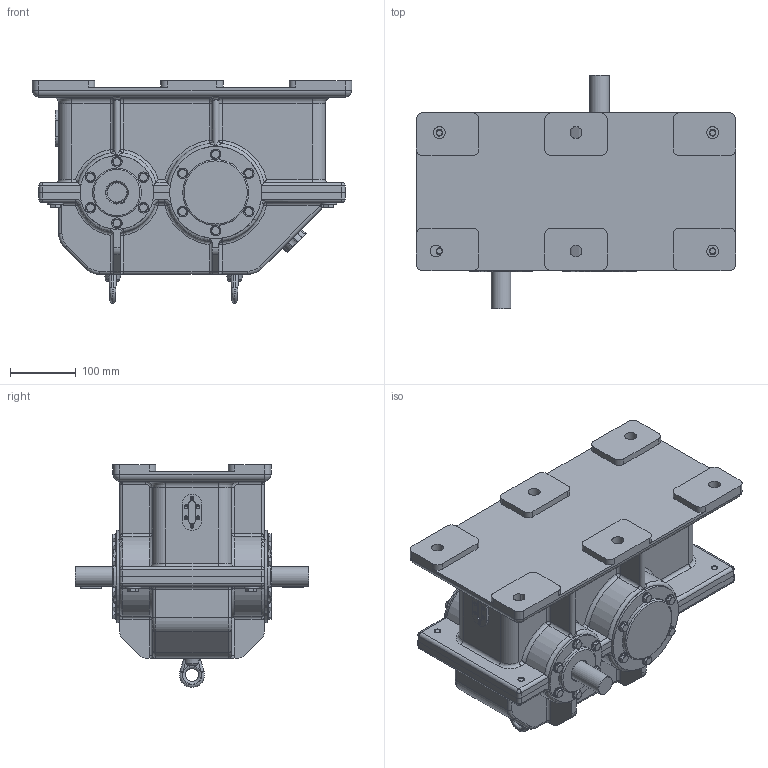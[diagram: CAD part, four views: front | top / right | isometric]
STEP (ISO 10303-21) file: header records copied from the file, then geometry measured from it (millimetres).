
FILE_DESCRIPTION((''),'2;1');
FILE_NAME('!Gearbox.stp','2012-04-17T20:00:09',('Skelo'),(''),'Autodesk Inventor 2010','Autodesk Inventor 2010','');
FILE_SCHEMA(('AUTOMOTIVE_DESIGN { 1 0 10303 214 1 1 1 1 }'));
Length unit declared in the file: millimetre
Products named in the file (34): !Gearbox (Úroveň detailů1); Skrina - spodok; CSN 024630 SKF SKF 6406; CSN 024630 ZKL ZKL 6306A; Hřídel; STN 02 2562 A 10 x 8 x 45; Čelní ozubená kola; Čelní ozubené kolo1; Čelní ozubené kolo2; Vymedzovaci kruzok; Skrina - vrch A; STN 02 1702 A B 13; STN 02 1201 M10 x 32; STN 022930 30; Priruba A2; STN 02 9401 G G 30 x 40 x 7 NBR; Priruba B1; Priruba B2; Priruba A1; STN 02 1201 M8 x 22; STN 02 1702 A B 8,4; CSN 02 1369 M10 x 13; olejoznak; tesnenie; sklo; STN 02 1131 A M3 x 12; Zátka se zapuštěnou šestihrannou hlavou Parker 219P 219P-6; olejova zatka; STN 02 2562 A 8 x 7 x 32; Olej
Assembly tree (98 placements, depth 3):
  !Gearbox (Úroveň detailů1)
    Skrina - spodok
    CSN 024630 SKF SKF 6406  x2
    CSN 024630 ZKL ZKL 6306A  x2
    Hřídel
      Hřídel
    Hřídel
      Hřídel
    STN 02 2562 A 10 x 8 x 45
    Čelní ozubená kola
      Čelní ozubené kolo1
      Čelní ozubené kolo2
    Vymedzovaci kruzok
    Skrina - vrch A
    STN 02 1702 A B 13  x4
    STN 02 1201 M10 x 32  x4
    STN 022930 30  x4
    Priruba A2
    STN 02 9401 G G 30 x 40 x 7 NBR  x2
    Priruba B1
    Priruba B2
    Priruba A1
    STN 02 1201 M8 x 22  x24
    STN 02 1702 A B 8,4  x24
    CSN 02 1369 M10 x 13  x2
    olejoznak
      olejoznak
      tesnenie
      sklo
    STN 02 1131 A M3 x 12  x6
    Zátka se zapuštěnou šestihrannou hlavou Parker 219P 219P-6
    olejova zatka
    STN 02 2562 A 8 x 7 x 32  x2
    Olej
Bounding box: 485 x 355 x 338.5 mm (x, y, z)
Volume: 12128642.5 mm3; surface area: 1831073.7 mm2
Topology: 94 solids, 94 shells, 3057 faces, 7759 edges, 4968 vertices
Faces by surface type: plane 1017, bspline 989, cylinder 575, cone 313, torus 125, sphere 38
Full cylindrical faces by diameter (mm): 3 x6, 6.647 x6, 8 x24, 8.4 x24, 10 x6, 13 x4, 16 x24, 18 x5, 20 x2, 24 x4, 27.9 x4, 29.8 x4, 30 x19, 34.2 x2, 37.5 x2, 38 x4, 40 x4, 42 x3, 43.44 x4, 49.2 x4, 58 x1, 58.56 x4, 66 x1, 70.8 x4, 72 x2, 74 x2, 90 x2, 92 x1, 100 x2, 112 x2
Entity records: 84889 total; most frequent: CARTESIAN_POINT 34043, ORIENTED_EDGE 11242, DIRECTION 7797, EDGE_CURVE 5621, VERTEX_POINT 3786, AXIS2_PLACEMENT_3D 2837, EDGE_LOOP 2809, FACE_OUTER_BOUND 2267
